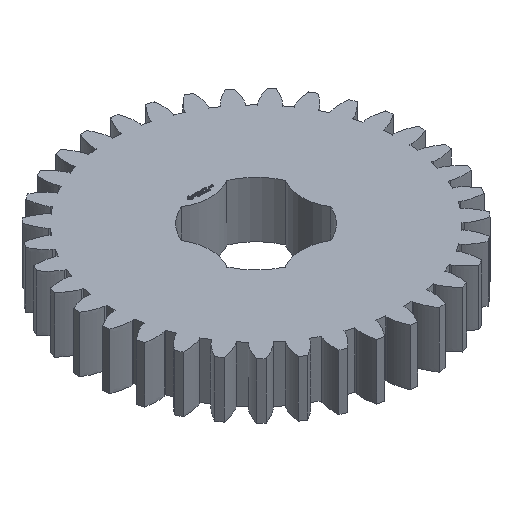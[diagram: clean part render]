
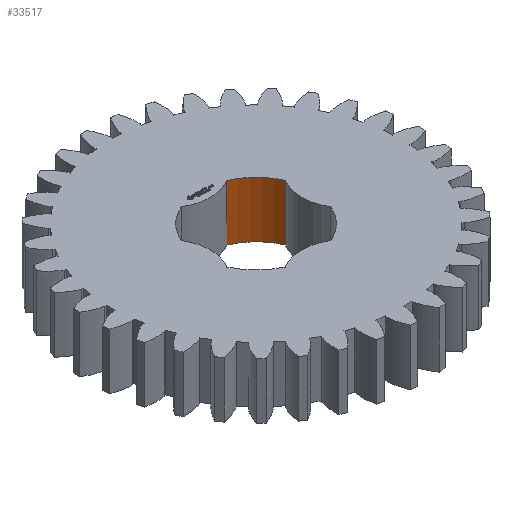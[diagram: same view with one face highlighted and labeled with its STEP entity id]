
A CAD part, isometric view. The second image highlights one B-rep face of the part: STEP entity #33517.
In plain terms, the highlighted cylindrical face has radius 6.35 mm (diameter 12.7 mm), a partial arc.
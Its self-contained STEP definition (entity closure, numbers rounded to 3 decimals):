
#93 = PLANE('',#94);
#94 = AXIS2_PLACEMENT_3D('',#95,#96,#97);
#95 = CARTESIAN_POINT('',(0.,0.,6.25));
#96 = DIRECTION('',(0.,0.,1.));
#97 = DIRECTION('',(1.,0.,0.));
#168 = PLANE('',#169);
#169 = AXIS2_PLACEMENT_3D('',#170,#171,#172);
#170 = CARTESIAN_POINT('',(0.,0.,0.));
#171 = DIRECTION('',(0.,0.,1.));
#172 = DIRECTION('',(1.,0.,0.));
#10184 = VERTEX_POINT('',#10185);
#10185 = CARTESIAN_POINT('',(2.55,5.816,0.));
#10200 = CYLINDRICAL_SURFACE('',#10201,4.9);
#10201 = AXIS2_PLACEMENT_3D('',#10202,#10203,#10204);
#10202 = CARTESIAN_POINT('',(0.,10.,0.));
#10203 = DIRECTION('',(0.,-0.,-1.));
#10204 = DIRECTION('',(0.707,0.707,0.));
#10212 = EDGE_CURVE('',#10213,#10184,#10215,.T.);
#10213 = VERTEX_POINT('',#10214);
#10214 = CARTESIAN_POINT('',(5.816,2.55,0.));
#10215 = SURFACE_CURVE('',#10216,(#10221,#10228),.PCURVE_S1.);
#10216 = CIRCLE('',#10217,6.35);
#10217 = AXIS2_PLACEMENT_3D('',#10218,#10219,#10220);
#10218 = CARTESIAN_POINT('',(0.,0.,0.));
#10219 = DIRECTION('',(0.,-0.,1.));
#10220 = DIRECTION('',(0.707,0.707,0.));
#10221 = PCURVE('',#168,#10222);
#10222 = DEFINITIONAL_REPRESENTATION('',(#10223),#10227);
#10223 = CIRCLE('',#10224,6.35);
#10224 = AXIS2_PLACEMENT_2D('',#10225,#10226);
#10225 = CARTESIAN_POINT('',(0.,0.));
#10226 = DIRECTION('',(0.707,0.707));
#10227 = ( GEOMETRIC_REPRESENTATION_CONTEXT(2) 
PARAMETRIC_REPRESENTATION_CONTEXT() REPRESENTATION_CONTEXT('2D SPACE',''
  ) );
#10228 = PCURVE('',#10229,#10234);
#10229 = CYLINDRICAL_SURFACE('',#10230,6.35);
#10230 = AXIS2_PLACEMENT_3D('',#10231,#10232,#10233);
#10231 = CARTESIAN_POINT('',(0.,0.,0.));
#10232 = DIRECTION('',(0.,-0.,-1.));
#10233 = DIRECTION('',(0.707,0.707,0.));
#10234 = DEFINITIONAL_REPRESENTATION('',(#10235),#10239);
#10235 = LINE('',#10236,#10237);
#10236 = CARTESIAN_POINT('',(-0.,0.));
#10237 = VECTOR('',#10238,1.);
#10238 = DIRECTION('',(-1.,0.));
#10239 = ( GEOMETRIC_REPRESENTATION_CONTEXT(2) 
PARAMETRIC_REPRESENTATION_CONTEXT() REPRESENTATION_CONTEXT('2D SPACE',''
  ) );
#10258 = CYLINDRICAL_SURFACE('',#10259,4.9);
#10259 = AXIS2_PLACEMENT_3D('',#10260,#10261,#10262);
#10260 = CARTESIAN_POINT('',(10.,0.,0.));
#10261 = DIRECTION('',(0.,-0.,-1.));
#10262 = DIRECTION('',(0.707,0.707,0.));
#17490 = VERTEX_POINT('',#17491);
#17491 = CARTESIAN_POINT('',(2.55,5.816,6.25));
#17513 = EDGE_CURVE('',#17514,#17490,#17516,.T.);
#17514 = VERTEX_POINT('',#17515);
#17515 = CARTESIAN_POINT('',(5.816,2.55,6.25));
#17516 = SURFACE_CURVE('',#17517,(#17522,#17529),.PCURVE_S1.);
#17517 = CIRCLE('',#17518,6.35);
#17518 = AXIS2_PLACEMENT_3D('',#17519,#17520,#17521);
#17519 = CARTESIAN_POINT('',(0.,0.,6.25)
  );
#17520 = DIRECTION('',(0.,-0.,1.));
#17521 = DIRECTION('',(0.707,0.707,0.));
#17522 = PCURVE('',#93,#17523);
#17523 = DEFINITIONAL_REPRESENTATION('',(#17524),#17528);
#17524 = CIRCLE('',#17525,6.35);
#17525 = AXIS2_PLACEMENT_2D('',#17526,#17527);
#17526 = CARTESIAN_POINT('',(0.,0.));
#17527 = DIRECTION('',(0.707,0.707));
#17528 = ( GEOMETRIC_REPRESENTATION_CONTEXT(2) 
PARAMETRIC_REPRESENTATION_CONTEXT() REPRESENTATION_CONTEXT('2D SPACE',''
  ) );
#17529 = PCURVE('',#10229,#17530);
#17530 = DEFINITIONAL_REPRESENTATION('',(#17531),#17535);
#17531 = LINE('',#17532,#17533);
#17532 = CARTESIAN_POINT('',(-0.,-6.25));
#17533 = VECTOR('',#17534,1.);
#17534 = DIRECTION('',(-1.,0.));
#17535 = ( GEOMETRIC_REPRESENTATION_CONTEXT(2) 
PARAMETRIC_REPRESENTATION_CONTEXT() REPRESENTATION_CONTEXT('2D SPACE',''
  ) );
#33494 = EDGE_CURVE('',#10213,#17514,#33495,.T.);
#33495 = SURFACE_CURVE('',#33496,(#33500,#33507),.PCURVE_S1.);
#33496 = LINE('',#33497,#33498);
#33497 = CARTESIAN_POINT('',(5.816,2.55,0.));
#33498 = VECTOR('',#33499,1.);
#33499 = DIRECTION('',(0.,0.,1.));
#33500 = PCURVE('',#10258,#33501);
#33501 = DEFINITIONAL_REPRESENTATION('',(#33502),#33506);
#33502 = LINE('',#33503,#33504);
#33503 = CARTESIAN_POINT('',(-1.809,0.));
#33504 = VECTOR('',#33505,1.);
#33505 = DIRECTION('',(-0.,-1.));
#33506 = ( GEOMETRIC_REPRESENTATION_CONTEXT(2) 
PARAMETRIC_REPRESENTATION_CONTEXT() REPRESENTATION_CONTEXT('2D SPACE',''
  ) );
#33507 = PCURVE('',#10229,#33508);
#33508 = DEFINITIONAL_REPRESENTATION('',(#33509),#33513);
#33509 = LINE('',#33510,#33511);
#33510 = CARTESIAN_POINT('',(-5.911,0.));
#33511 = VECTOR('',#33512,1.);
#33512 = DIRECTION('',(-0.,-1.));
#33513 = ( GEOMETRIC_REPRESENTATION_CONTEXT(2) 
PARAMETRIC_REPRESENTATION_CONTEXT() REPRESENTATION_CONTEXT('2D SPACE',''
  ) );
#33517 = ADVANCED_FACE('',(#33518),#10229,.F.);
#33518 = FACE_BOUND('',#33519,.T.);
#33519 = EDGE_LOOP('',(#33520,#33521,#33522,#33543));
#33520 = ORIENTED_EDGE('',*,*,#33494,.T.);
#33521 = ORIENTED_EDGE('',*,*,#17513,.T.);
#33522 = ORIENTED_EDGE('',*,*,#33523,.F.);
#33523 = EDGE_CURVE('',#10184,#17490,#33524,.T.);
#33524 = SURFACE_CURVE('',#33525,(#33529,#33536),.PCURVE_S1.);
#33525 = LINE('',#33526,#33527);
#33526 = CARTESIAN_POINT('',(2.55,5.816,0.));
#33527 = VECTOR('',#33528,1.);
#33528 = DIRECTION('',(0.,0.,1.));
#33529 = PCURVE('',#10229,#33530);
#33530 = DEFINITIONAL_REPRESENTATION('',(#33531),#33535);
#33531 = LINE('',#33532,#33533);
#33532 = CARTESIAN_POINT('',(-6.655,0.));
#33533 = VECTOR('',#33534,1.);
#33534 = DIRECTION('',(-0.,-1.));
#33535 = ( GEOMETRIC_REPRESENTATION_CONTEXT(2) 
PARAMETRIC_REPRESENTATION_CONTEXT() REPRESENTATION_CONTEXT('2D SPACE',''
  ) );
#33536 = PCURVE('',#10200,#33537);
#33537 = DEFINITIONAL_REPRESENTATION('',(#33538),#33542);
#33538 = LINE('',#33539,#33540);
#33539 = CARTESIAN_POINT('',(-4.474,0.));
#33540 = VECTOR('',#33541,1.);
#33541 = DIRECTION('',(-0.,-1.));
#33542 = ( GEOMETRIC_REPRESENTATION_CONTEXT(2) 
PARAMETRIC_REPRESENTATION_CONTEXT() REPRESENTATION_CONTEXT('2D SPACE',''
  ) );
#33543 = ORIENTED_EDGE('',*,*,#10212,.F.);
